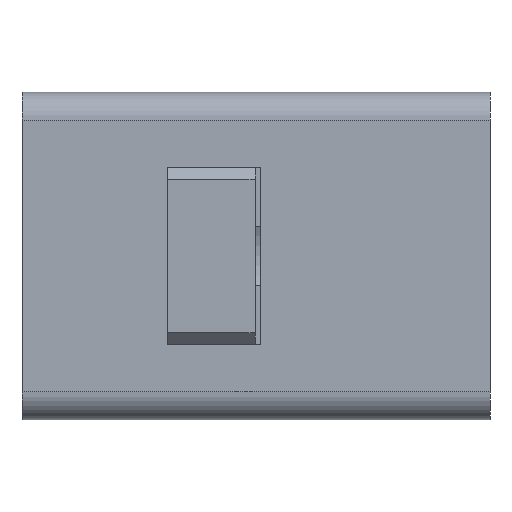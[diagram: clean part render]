
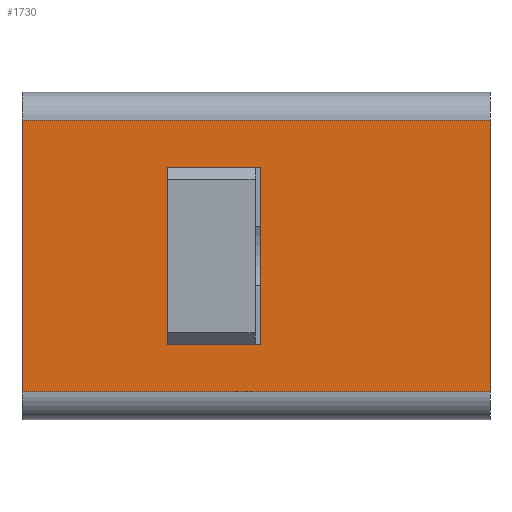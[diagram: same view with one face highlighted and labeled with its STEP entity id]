
A CAD part, front view. The second image highlights one B-rep face of the part: STEP entity #1730.
In plain terms, the highlighted planar face has unit normal (0, -1, 0).
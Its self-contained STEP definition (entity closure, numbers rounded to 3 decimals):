
#9 = ORIENTED_EDGE ( 'NONE', *, *, #802, .F. ) ;
#16 = CARTESIAN_POINT ( 'NONE',  ( -4.75, -11.25, 7.75 ) ) ;
#56 = EDGE_CURVE ( 'NONE', #896, #1584, #297, .T. ) ;
#85 = CARTESIAN_POINT ( 'NONE',  ( -7.25, -11.25, 0. ) ) ;
#100 = PLANE ( 'NONE',  #657 ) ;
#109 = LINE ( 'NONE', #713, #1736 ) ;
#129 = CARTESIAN_POINT ( 'NONE',  ( 7.25, -11.25, 25. ) ) ;
#162 = ORIENTED_EDGE ( 'NONE', *, *, #581, .T. ) ;
#167 = LINE ( 'NONE', #16, #951 ) ;
#176 = EDGE_LOOP ( 'NONE', ( #9, #1048, #976, #562 ) ) ;
#233 = VECTOR ( 'NONE', #1907, 1000. ) ;
#282 = CARTESIAN_POINT ( 'NONE',  ( -7.25, -11.25, 25. ) ) ;
#289 = CARTESIAN_POINT ( 'NONE',  ( 7.25, -11.25, 0. ) ) ;
#297 = LINE ( 'NONE', #1203, #671 ) ;
#446 = CARTESIAN_POINT ( 'NONE',  ( -7.25, -11.25, 25. ) ) ;
#511 = CARTESIAN_POINT ( 'NONE',  ( 4.75, -11.25, 12.75 ) ) ;
#521 = FACE_OUTER_BOUND ( 'NONE', #1187, .T. ) ;
#537 = CARTESIAN_POINT ( 'NONE',  ( -7.25, -11.25, 25. ) ) ;
#562 = ORIENTED_EDGE ( 'NONE', *, *, #1908, .F. ) ;
#566 = VERTEX_POINT ( 'NONE', #129 ) ;
#581 = EDGE_CURVE ( 'NONE', #855, #1148, #109, .T. ) ;
#607 = EDGE_CURVE ( 'NONE', #1012, #855, #889, .T. ) ;
#635 = ORIENTED_EDGE ( 'NONE', *, *, #1640, .F. ) ;
#657 = AXIS2_PLACEMENT_3D ( 'NONE', #537, #994, #678 ) ;
#671 = VECTOR ( 'NONE', #880, 1000. ) ;
#678 = DIRECTION ( 'NONE',  ( 0., 0., 1. ) ) ;
#706 = VECTOR ( 'NONE', #1708, 1000. ) ;
#708 = ORIENTED_EDGE ( 'NONE', *, *, #607, .T. ) ;
#713 = CARTESIAN_POINT ( 'NONE',  ( -7.25, -11.25, 0. ) ) ;
#752 = LINE ( 'NONE', #1898, #233 ) ;
#771 = DIRECTION ( 'NONE',  ( 1., 0., 0. ) ) ;
#802 = EDGE_CURVE ( 'NONE', #1584, #1609, #965, .T. ) ;
#822 = CARTESIAN_POINT ( 'NONE',  ( -4.75, -11.25, 7.75 ) ) ;
#855 = VERTEX_POINT ( 'NONE', #85 ) ;
#880 = DIRECTION ( 'NONE',  ( 0., 0., 1. ) ) ;
#889 = LINE ( 'NONE', #282, #1017 ) ;
#895 = CARTESIAN_POINT ( 'NONE',  ( -4.75, -11.25, 12.75 ) ) ;
#896 = VERTEX_POINT ( 'NONE', #1559 ) ;
#950 = CARTESIAN_POINT ( 'NONE',  ( 7.25, -11.25, 25. ) ) ;
#951 = VECTOR ( 'NONE', #771, 1000. ) ;
#965 = LINE ( 'NONE', #1869, #1173 ) ;
#976 = ORIENTED_EDGE ( 'NONE', *, *, #1410, .F. ) ;
#994 = DIRECTION ( 'NONE',  ( 0., 1., 0. ) ) ;
#1012 = VERTEX_POINT ( 'NONE', #446 ) ;
#1017 = VECTOR ( 'NONE', #1785, 1000. ) ;
#1048 = ORIENTED_EDGE ( 'NONE', *, *, #56, .F. ) ;
#1071 = EDGE_CURVE ( 'NONE', #1012, #566, #752, .T. ) ;
#1097 = ORIENTED_EDGE ( 'NONE', *, *, #1071, .F. ) ;
#1148 = VERTEX_POINT ( 'NONE', #289 ) ;
#1173 = VECTOR ( 'NONE', #1731, 1000. ) ;
#1187 = EDGE_LOOP ( 'NONE', ( #162, #635, #1097, #708 ) ) ;
#1203 = CARTESIAN_POINT ( 'NONE',  ( 4.75, -11.25, 12.75 ) ) ;
#1217 = VERTEX_POINT ( 'NONE', #822 ) ;
#1317 = DIRECTION ( 'NONE',  ( 1., 0., 0. ) ) ;
#1401 = CARTESIAN_POINT ( 'NONE',  ( -4.75, -11.25, 12.75 ) ) ;
#1410 = EDGE_CURVE ( 'NONE', #1217, #896, #167, .T. ) ;
#1559 = CARTESIAN_POINT ( 'NONE',  ( 4.75, -11.25, 7.75 ) ) ;
#1560 = VECTOR ( 'NONE', #1627, 1000. ) ;
#1584 = VERTEX_POINT ( 'NONE', #511 ) ;
#1609 = VERTEX_POINT ( 'NONE', #1401 ) ;
#1618 = LINE ( 'NONE', #895, #1560 ) ;
#1627 = DIRECTION ( 'NONE',  ( 0., 0., -1. ) ) ;
#1640 = EDGE_CURVE ( 'NONE', #566, #1148, #1696, .T. ) ;
#1696 = LINE ( 'NONE', #950, #706 ) ;
#1708 = DIRECTION ( 'NONE',  ( 0., 0., -1. ) ) ;
#1730 = ADVANCED_FACE ( 'NONE', ( #1876, #521 ), #100, .F. ) ;
#1731 = DIRECTION ( 'NONE',  ( -1., 0., 0. ) ) ;
#1736 = VECTOR ( 'NONE', #1317, 1000. ) ;
#1785 = DIRECTION ( 'NONE',  ( 0., 0., -1. ) ) ;
#1869 = CARTESIAN_POINT ( 'NONE',  ( -4.75, -11.25, 12.75 ) ) ;
#1876 = FACE_BOUND ( 'NONE', #176, .T. ) ;
#1898 = CARTESIAN_POINT ( 'NONE',  ( -7.25, -11.25, 25. ) ) ;
#1907 = DIRECTION ( 'NONE',  ( 1., 0., 0. ) ) ;
#1908 = EDGE_CURVE ( 'NONE', #1609, #1217, #1618, .T. ) ;
